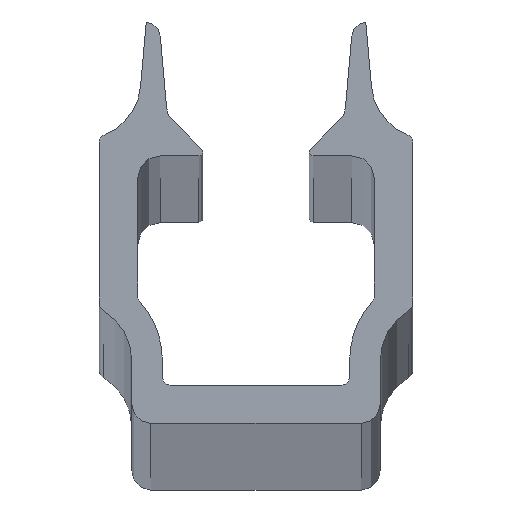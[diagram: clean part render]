
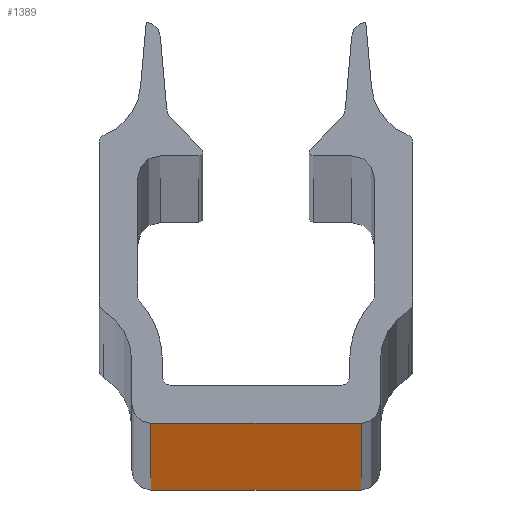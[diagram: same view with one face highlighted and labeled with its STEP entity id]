
A CAD part, top view. The second image highlights one B-rep face of the part: STEP entity #1389.
In plain terms, the highlighted planar face has unit normal (0, -1, 0).
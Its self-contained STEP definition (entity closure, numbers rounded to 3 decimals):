
#35 = AXIS2_PLACEMENT_3D ( 'NONE', #623, #780, #1562 ) ;
#66 = DIRECTION ( 'NONE',  ( 0., 0., 1. ) ) ;
#73 = VECTOR ( 'NONE', #395, 1000. ) ;
#225 = VERTEX_POINT ( 'NONE', #246 ) ;
#240 = FACE_OUTER_BOUND ( 'NONE', #241, .T. ) ;
#241 = EDGE_LOOP ( 'NONE', ( #1301, #1180, #706, #497 ) ) ;
#246 = CARTESIAN_POINT ( 'NONE',  ( 2.75, 0., -1000. ) ) ;
#281 = DIRECTION ( 'NONE',  ( 0., 0., 1. ) ) ;
#346 = CARTESIAN_POINT ( 'NONE',  ( 2.75, 0., -1000. ) ) ;
#395 = DIRECTION ( 'NONE',  ( 1., 0., 0. ) ) ;
#497 = ORIENTED_EDGE ( 'NONE', *, *, #856, .T. ) ;
#521 = LINE ( 'NONE', #1264, #73 ) ;
#623 = CARTESIAN_POINT ( 'NONE',  ( 2.75, 0., -1000. ) ) ;
#638 = VECTOR ( 'NONE', #1273, 1000. ) ;
#706 = ORIENTED_EDGE ( 'NONE', *, *, #1495, .T. ) ;
#717 = CARTESIAN_POINT ( 'NONE',  ( -2.75, 0., -1000. ) ) ;
#780 = DIRECTION ( 'NONE',  ( 0., -1., 0. ) ) ;
#856 = EDGE_CURVE ( 'NONE', #225, #872, #980, .T. ) ;
#872 = VERTEX_POINT ( 'NONE', #1117 ) ;
#941 = EDGE_CURVE ( 'NONE', #969, #872, #1031, .T. ) ;
#969 = VERTEX_POINT ( 'NONE', #1144 ) ;
#980 = LINE ( 'NONE', #346, #1644 ) ;
#1003 = VECTOR ( 'NONE', #281, 1000. ) ;
#1029 = PLANE ( 'NONE',  #35 ) ;
#1031 = LINE ( 'NONE', #1575, #638 ) ;
#1038 = LINE ( 'NONE', #1572, #1003 ) ;
#1117 = CARTESIAN_POINT ( 'NONE',  ( 2.75, 0., 0. ) ) ;
#1144 = CARTESIAN_POINT ( 'NONE',  ( -2.75, 0., 0. ) ) ;
#1180 = ORIENTED_EDGE ( 'NONE', *, *, #1628, .F. ) ;
#1264 = CARTESIAN_POINT ( 'NONE',  ( 2.75, 0., -1000. ) ) ;
#1273 = DIRECTION ( 'NONE',  ( 1., 0., 0. ) ) ;
#1301 = ORIENTED_EDGE ( 'NONE', *, *, #941, .F. ) ;
#1354 = VERTEX_POINT ( 'NONE', #717 ) ;
#1389 = ADVANCED_FACE ( 'NONE', ( #240 ), #1029, .T. ) ;
#1495 = EDGE_CURVE ( 'NONE', #1354, #225, #521, .T. ) ;
#1562 = DIRECTION ( 'NONE',  ( 0., 0., -1. ) ) ;
#1572 = CARTESIAN_POINT ( 'NONE',  ( -2.75, 0., -1000. ) ) ;
#1575 = CARTESIAN_POINT ( 'NONE',  ( 2.75, 0., 0. ) ) ;
#1628 = EDGE_CURVE ( 'NONE', #1354, #969, #1038, .T. ) ;
#1644 = VECTOR ( 'NONE', #66, 1000. ) ;
